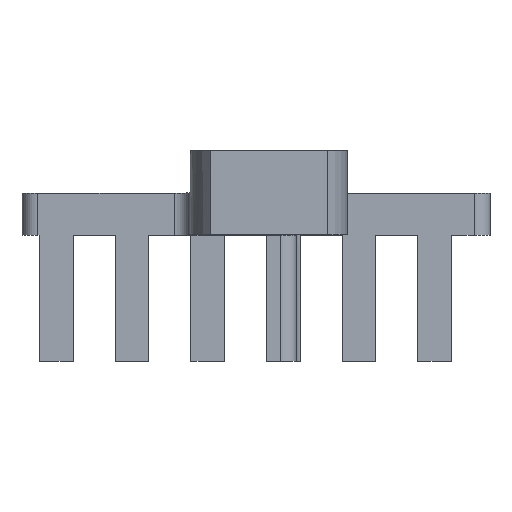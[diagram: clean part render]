
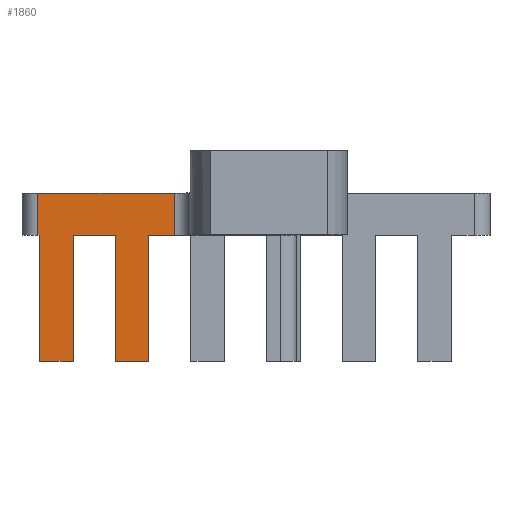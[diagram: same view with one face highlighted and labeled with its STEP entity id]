
A CAD part, top view. The second image highlights one B-rep face of the part: STEP entity #1860.
In plain terms, the highlighted planar face has unit normal (0, 0, 1).
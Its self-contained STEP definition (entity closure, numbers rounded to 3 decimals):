
#19 = ORIENTED_EDGE ( 'NONE', *, *, #454, .T. ) ;
#22 = CARTESIAN_POINT ( 'NONE',  ( 0., 202.375, -136.981 ) ) ;
#41 = DIRECTION ( 'NONE',  ( -1., 0., 0. ) ) ;
#57 = AXIS2_PLACEMENT_3D ( 'NONE', #3650, #3628, #3910 ) ;
#119 = FACE_OUTER_BOUND ( 'NONE', #1399, .T. ) ;
#209 = VERTEX_POINT ( 'NONE', #3589 ) ;
#321 = VERTEX_POINT ( 'NONE', #1805 ) ;
#338 = LINE ( 'NONE', #3494, #3166 ) ;
#373 = CARTESIAN_POINT ( 'NONE',  ( -339.51, 208.375, -136.981 ) ) ;
#452 = ORIENTED_EDGE ( 'NONE', *, *, #1154, .F. ) ;
#453 = CARTESIAN_POINT ( 'NONE',  ( -341.11, 210.875, -136.981 ) ) ;
#454 = EDGE_CURVE ( 'NONE', #1944, #1918, #2417, .T. ) ;
#551 = EDGE_CURVE ( 'NONE', #2318, #3744, #338, .T. ) ;
#559 = VERTEX_POINT ( 'NONE', #4075 ) ;
#561 = DIRECTION ( 'NONE',  ( -1., 0., 0. ) ) ;
#575 = CARTESIAN_POINT ( 'NONE',  ( -341.2, 210.875, -136.981 ) ) ;
#585 = CARTESIAN_POINT ( 'NONE',  ( -339.51, 202.375, -136.981 ) ) ;
#706 = CARTESIAN_POINT ( 'NONE',  ( -333.95, 208.375, -136.981 ) ) ;
#750 = VERTEX_POINT ( 'NONE', #1283 ) ;
#849 = CARTESIAN_POINT ( 'NONE',  ( 0., 202.375, -136.981 ) ) ;
#886 = VECTOR ( 'NONE', #41, 1000. ) ;
#893 = DIRECTION ( 'NONE',  ( 0., -1., 0. ) ) ;
#923 = LINE ( 'NONE', #2424, #3841 ) ;
#1093 = LINE ( 'NONE', #2668, #1653 ) ;
#1127 = ORIENTED_EDGE ( 'NONE', *, *, #2306, .T. ) ;
#1154 = EDGE_CURVE ( 'NONE', #1944, #559, #1521, .T. ) ;
#1200 = CARTESIAN_POINT ( 'NONE',  ( -335.91, 210.875, -136.981 ) ) ;
#1283 = CARTESIAN_POINT ( 'NONE',  ( -341.11, 202.375, -136.981 ) ) ;
#1292 = VECTOR ( 'NONE', #1782, 1000. ) ;
#1315 = DIRECTION ( 'NONE',  ( 0., 1., 0. ) ) ;
#1396 = VECTOR ( 'NONE', #3320, 1000. ) ;
#1399 = EDGE_LOOP ( 'NONE', ( #1683, #1127, #1664, #1439, #3294, #3592, #3103, #452, #19, #3227, #3337, #3503 ) ) ;
#1407 = DIRECTION ( 'NONE',  ( 0., 1., 0. ) ) ;
#1439 = ORIENTED_EDGE ( 'NONE', *, *, #2510, .F. ) ;
#1521 = LINE ( 'NONE', #849, #2634 ) ;
#1568 = VECTOR ( 'NONE', #1738, 1000. ) ;
#1580 = CARTESIAN_POINT ( 'NONE',  ( -341.2, 210.375, -136.981 ) ) ;
#1653 = VECTOR ( 'NONE', #1407, 1000. ) ;
#1664 = ORIENTED_EDGE ( 'NONE', *, *, #3001, .T. ) ;
#1683 = ORIENTED_EDGE ( 'NONE', *, *, #3200, .T. ) ;
#1738 = DIRECTION ( 'NONE',  ( 0., -1., 0. ) ) ;
#1782 = DIRECTION ( 'NONE',  ( 1., 0., 0. ) ) ;
#1805 = CARTESIAN_POINT ( 'NONE',  ( -341.11, 208.375, -136.981 ) ) ;
#1840 = VECTOR ( 'NONE', #3438, 1000. ) ;
#1860 = ADVANCED_FACE ( 'NONE', ( #119 ), #3672, .T. ) ;
#1867 = CARTESIAN_POINT ( 'NONE',  ( -333.95, 208.375, -136.981 ) ) ;
#1918 = VERTEX_POINT ( 'NONE', #2052 ) ;
#1930 = EDGE_CURVE ( 'NONE', #3516, #559, #2086, .T. ) ;
#1944 = VERTEX_POINT ( 'NONE', #4049 ) ;
#2052 = CARTESIAN_POINT ( 'NONE',  ( -335.91, 208.375, -136.981 ) ) ;
#2086 = LINE ( 'NONE', #3054, #1396 ) ;
#2128 = DIRECTION ( 'NONE',  ( 1., 0., 0. ) ) ;
#2176 = LINE ( 'NONE', #4059, #3712 ) ;
#2212 = VERTEX_POINT ( 'NONE', #2966 ) ;
#2264 = VERTEX_POINT ( 'NONE', #3273 ) ;
#2267 = DIRECTION ( 'NONE',  ( 1., 0., 0. ) ) ;
#2306 = EDGE_CURVE ( 'NONE', #2212, #321, #2176, .T. ) ;
#2318 = VERTEX_POINT ( 'NONE', #585 ) ;
#2363 = EDGE_CURVE ( 'NONE', #209, #3513, #923, .T. ) ;
#2369 = LINE ( 'NONE', #453, #1568 ) ;
#2417 = LINE ( 'NONE', #1200, #1840 ) ;
#2424 = CARTESIAN_POINT ( 'NONE',  ( 0., 210.375, -136.981 ) ) ;
#2510 = EDGE_CURVE ( 'NONE', #2318, #750, #3154, .T. ) ;
#2521 = CARTESIAN_POINT ( 'NONE',  ( -337.51, 208.375, -136.981 ) ) ;
#2634 = VECTOR ( 'NONE', #2789, 1000. ) ;
#2668 = CARTESIAN_POINT ( 'NONE',  ( -334.7, 210.875, -136.981 ) ) ;
#2789 = DIRECTION ( 'NONE',  ( -1., 0., 0. ) ) ;
#2799 = EDGE_CURVE ( 'NONE', #3744, #3516, #3992, .T. ) ;
#2954 = VECTOR ( 'NONE', #893, 1000. ) ;
#2966 = CARTESIAN_POINT ( 'NONE',  ( -341.2, 208.375, -136.981 ) ) ;
#3001 = EDGE_CURVE ( 'NONE', #321, #750, #2369, .T. ) ;
#3054 = CARTESIAN_POINT ( 'NONE',  ( -337.51, 210.875, -136.981 ) ) ;
#3103 = ORIENTED_EDGE ( 'NONE', *, *, #1930, .T. ) ;
#3154 = LINE ( 'NONE', #22, #886 ) ;
#3166 = VECTOR ( 'NONE', #1315, 1000. ) ;
#3186 = LINE ( 'NONE', #706, #3450 ) ;
#3200 = EDGE_CURVE ( 'NONE', #3513, #2212, #3730, .T. ) ;
#3227 = ORIENTED_EDGE ( 'NONE', *, *, #4040, .T. ) ;
#3273 = CARTESIAN_POINT ( 'NONE',  ( -334.7, 208.375, -136.981 ) ) ;
#3294 = ORIENTED_EDGE ( 'NONE', *, *, #551, .T. ) ;
#3320 = DIRECTION ( 'NONE',  ( 0., -1., 0. ) ) ;
#3337 = ORIENTED_EDGE ( 'NONE', *, *, #3793, .T. ) ;
#3438 = DIRECTION ( 'NONE',  ( 0., 1., 0. ) ) ;
#3450 = VECTOR ( 'NONE', #2267, 1000. ) ;
#3494 = CARTESIAN_POINT ( 'NONE',  ( -339.51, 210.875, -136.981 ) ) ;
#3503 = ORIENTED_EDGE ( 'NONE', *, *, #2363, .T. ) ;
#3513 = VERTEX_POINT ( 'NONE', #1580 ) ;
#3516 = VERTEX_POINT ( 'NONE', #2521 ) ;
#3589 = CARTESIAN_POINT ( 'NONE',  ( -334.7, 210.375, -136.981 ) ) ;
#3592 = ORIENTED_EDGE ( 'NONE', *, *, #2799, .T. ) ;
#3628 = DIRECTION ( 'NONE',  ( 0., 0., 1. ) ) ;
#3650 = CARTESIAN_POINT ( 'NONE',  ( -333.95, 210.875, -136.981 ) ) ;
#3672 = PLANE ( 'NONE',  #57 ) ;
#3712 = VECTOR ( 'NONE', #2128, 1000. ) ;
#3730 = LINE ( 'NONE', #575, #2954 ) ;
#3744 = VERTEX_POINT ( 'NONE', #373 ) ;
#3793 = EDGE_CURVE ( 'NONE', #2264, #209, #1093, .T. ) ;
#3841 = VECTOR ( 'NONE', #561, 1000. ) ;
#3910 = DIRECTION ( 'NONE',  ( 1., 0., 0. ) ) ;
#3992 = LINE ( 'NONE', #1867, #1292 ) ;
#4040 = EDGE_CURVE ( 'NONE', #1918, #2264, #3186, .T. ) ;
#4049 = CARTESIAN_POINT ( 'NONE',  ( -335.91, 202.375, -136.981 ) ) ;
#4059 = CARTESIAN_POINT ( 'NONE',  ( -333.95, 208.375, -136.981 ) ) ;
#4075 = CARTESIAN_POINT ( 'NONE',  ( -337.51, 202.375, -136.981 ) ) ;
